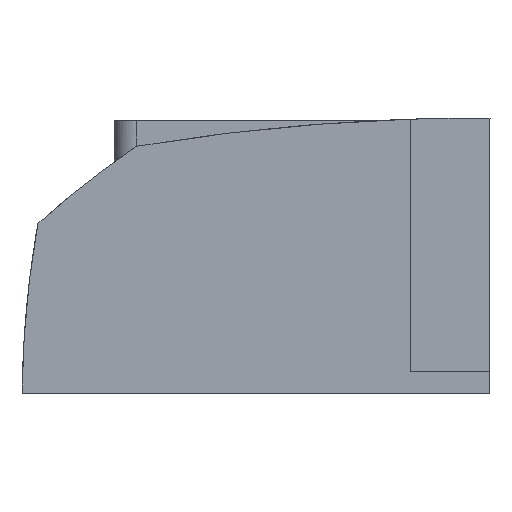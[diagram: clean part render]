
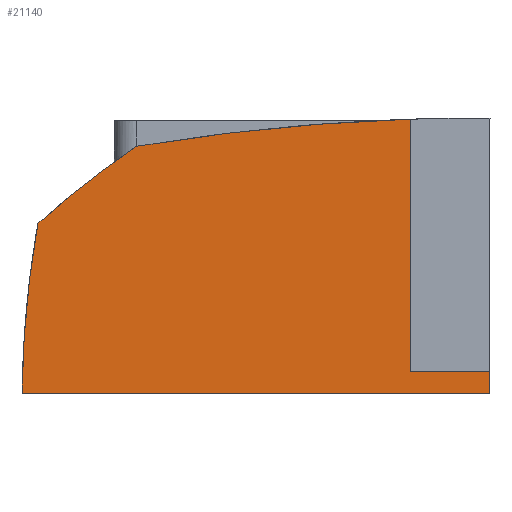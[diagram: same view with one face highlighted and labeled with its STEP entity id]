
A CAD part, front view. The second image highlights one B-rep face of the part: STEP entity #21140.
In plain terms, the highlighted planar face has unit normal (0, -1, 0).
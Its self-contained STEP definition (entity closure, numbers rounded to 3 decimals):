
#1020=CARTESIAN_POINT('',(-5.059,-49.822,
-18.752));
#1030=VERTEX_POINT('',#1020);
#1060=CARTESIAN_POINT('',(22.187,-49.822,
-18.8));
#1070=DIRECTION('',(-1.,0.,0.002));
#1080=VECTOR('',#1070,1.);
#1090=LINE('',#1060,#1080);
#1100=CARTESIAN_POINT('',(50.941,-49.822,
-18.85));
#1110=VERTEX_POINT('',#1100);
#1120=EDGE_CURVE('',#1110,#1030,#1090,.T.);
#8460=CARTESIAN_POINT('',(41.424,-49.822,
14.058));
#8470=VERTEX_POINT('',#8460);
#8500=CARTESIAN_POINT('',(49.791,-49.822,
-237.298));
#8510=DIRECTION('',(0.,1.,0.));
#8520=DIRECTION('',(-0.012,0.,
1.));
#8530=AXIS2_PLACEMENT_3D('',#8500,#8510,#8520);
#8540=CIRCLE('',#8530,251.496);
#8550=CARTESIAN_POINT('',(8.703,-49.822,
10.818));
#8560=VERTEX_POINT('',#8550);
#8570=EDGE_CURVE('',#8560,#8470,#8540,.T.);
#9470=CARTESIAN_POINT('',(78.939,-49.822,
-91.414));
#9480=DIRECTION('',(0.,1.,0.));
#9490=DIRECTION('',(-0.569,0.,
0.822));
#9500=AXIS2_PLACEMENT_3D('',#9470,#9480,#9490);
#9510=CIRCLE('',#9500,124.034);
#9520=CARTESIAN_POINT('',(-3.153,-49.822,
1.567));
#9530=VERTEX_POINT('',#9520);
#9540=EDGE_CURVE('',#9530,#8560,#9510,.T.);
#11390=CARTESIAN_POINT('',(41.424,-49.822,
-18.333));
#11400=DIRECTION('',(0.,0.,-1.));
#11410=VECTOR('',#11400,1.);
#11420=LINE('',#11390,#11410);
#11430=CARTESIAN_POINT('',(41.424,-49.822,-16.2));
#11440=VERTEX_POINT('',#11430);
#11450=EDGE_CURVE('',#8470,#11440,#11420,.T.);
#14790=CARTESIAN_POINT('',(119.691,-49.822,
-20.206));
#14800=DIRECTION('',(0.,-1.,0.));
#14810=DIRECTION('',(-1.,0.,
0.011));
#14820=AXIS2_PLACEMENT_3D('',#14790,#14800,#14810);
#14830=CIRCLE('',#14820,124.759);
#14840=EDGE_CURVE('',#9530,#1030,#14830,.T.);
#20750=CARTESIAN_POINT('',(50.945,-49.822,-16.2));
#20760=VERTEX_POINT('',#20750);
#20790=CARTESIAN_POINT('',(0.,-49.822,-16.2));
#20800=DIRECTION('',(-1.,0.,0.));
#20810=VECTOR('',#20800,1.);
#20820=LINE('',#20790,#20810);
#20830=EDGE_CURVE('',#20760,#11440,#20820,.T.);
#20950=CARTESIAN_POINT('',(22.968,-49.822,
-3.018));
#20960=DIRECTION('',(-0.,1.,0.));
#20970=DIRECTION('',(0.002,0.,1.));
#20980=AXIS2_PLACEMENT_3D('',#20950,#20960,#20970);
#20990=PLANE('',#20980);
#21000=ORIENTED_EDGE('',*,*,#14840,.T.);
#21010=ORIENTED_EDGE('',*,*,#9540,.F.);
#21020=ORIENTED_EDGE('',*,*,#8570,.F.);
#21030=ORIENTED_EDGE('',*,*,#11450,.F.);
#21040=ORIENTED_EDGE('',*,*,#20830,.T.);
#21050=CARTESIAN_POINT('',(50.973,-49.822,0.));
#21060=DIRECTION('',(0.002,0.,1.));
#21070=VECTOR('',#21060,1.);
#21080=LINE('',#21050,#21070);
#21090=EDGE_CURVE('',#1110,#20760,#21080,.T.);
#21100=ORIENTED_EDGE('',*,*,#21090,.T.);
#21110=ORIENTED_EDGE('',*,*,#1120,.F.);
#21120=EDGE_LOOP('',(#21110,#21100,#21040,#21030,#21020,#21010,#21000));
#21130=FACE_OUTER_BOUND('',#21120,.T.);
#21140=ADVANCED_FACE('',(#21130),#20990,.F.);
